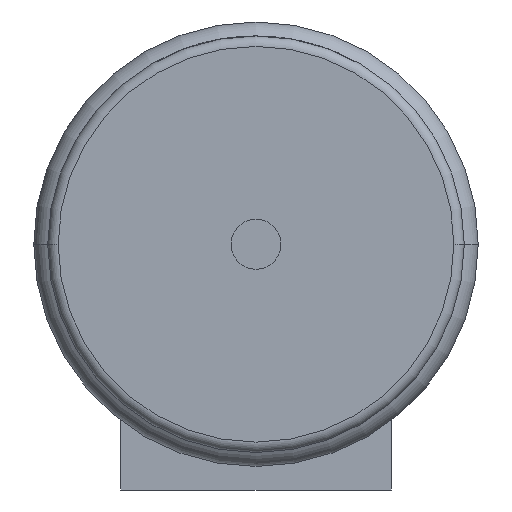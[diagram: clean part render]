
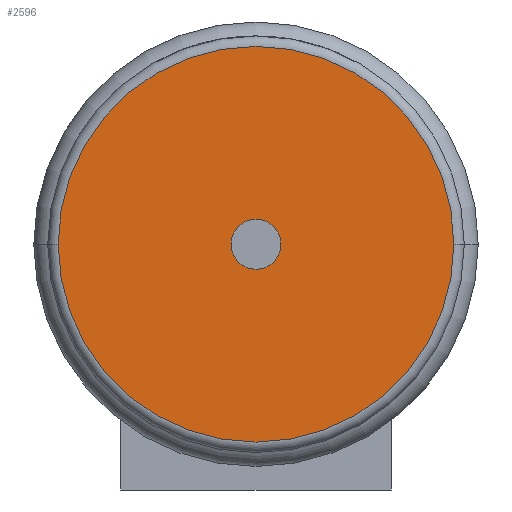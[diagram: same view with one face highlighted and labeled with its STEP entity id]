
A CAD part, front view. The second image highlights one B-rep face of the part: STEP entity #2596.
In plain terms, the highlighted planar face has unit normal (0, -1, 0).
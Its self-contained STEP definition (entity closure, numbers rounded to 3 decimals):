
#1401=CARTESIAN_POINT('',(0.,-50.,0.));
#1402=DIRECTION('',(0.,1.,0.));
#1403=DIRECTION('',(1.,0.,0.));
#1404=AXIS2_PLACEMENT_3D('',#1401,#1402,#1403);
#1409=CARTESIAN_POINT('',(0.,-50.,0.));
#1410=DIRECTION('',(0.,1.,0.));
#1411=DIRECTION('',(-1.,0.,0.));
#1412=AXIS2_PLACEMENT_3D('',#1409,#1410,#1411);
#1629=CARTESIAN_POINT('',(47.5,-50.,0.));
#1630=CARTESIAN_POINT('',(-47.5,-50.,0.));
#1631=VERTEX_POINT('',#1629);
#1632=VERTEX_POINT('',#1630);
#2587=CARTESIAN_POINT('',(0.,-50.,0.));
#2588=DIRECTION('',(0.,-1.,0.));
#2589=DIRECTION('',(1.,0.,0.));
#2590=AXIS2_PLACEMENT_3D('',#2587,#2588,#2589);
#2591=PLANE('',#2590);
#2592=ORIENTED_EDGE('',*,*,#2569,.T.);
#2593=ORIENTED_EDGE('',*,*,#2554,.T.);
#2594=EDGE_LOOP('',(#2592,#2593));
#2595=FACE_OUTER_BOUND('',#2594,.F.);
#1405=CIRCLE('',#1404,47.5);
#1413=CIRCLE('',#1412,47.5);
#2554=EDGE_CURVE('',#1632,#1631,#1413,.T.);
#2569=EDGE_CURVE('',#1631,#1632,#1405,.T.);
#2596=ADVANCED_FACE('',(#2595),#2591,.T.);
